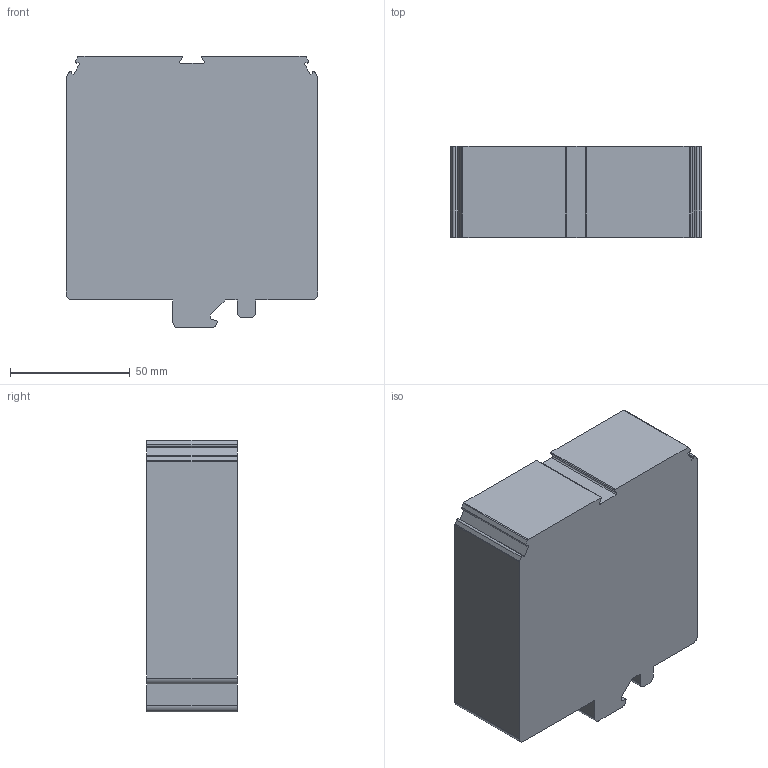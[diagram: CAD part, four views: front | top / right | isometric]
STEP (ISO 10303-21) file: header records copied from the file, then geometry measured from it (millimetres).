
FILE_DESCRIPTION(/* description */ ('Unknown'),/* implementation_level */ '2;1');
FILE_NAME(/* name */ 'CST185',/* time_stamp */ '2016-12-02T13:52:06+05:00',/* author */ ('Unknown'),/* organization */ ('Unknown'),/* preprocessor_version */ 'ST-DEVELOPER v16',/* originating_system */ 'DEX',/* authorisation */ $);
FILE_SCHEMA (('AUTOMOTIVE_DESIGN {1 0 10303 214 3 1 1}'));
Length unit declared in the file: millimetre
Products named in the file (1): Part12
Bounding box: 105 x 38 x 113.5 mm (x, y, z)
Volume: 412788.3 mm3; surface area: 39119.7 mm2
Topology: 1 solids, 1 shells, 57 faces, 165 edges, 110 vertices
Faces by surface type: plane 39, cylinder 18
Entity records: 1905 total; most frequent: CARTESIAN_POINT 333, ORIENTED_EDGE 330, DIRECTION 317, EDGE_CURVE 165, LINE 129, VECTOR 129, VERTEX_POINT 110, AXIS2_PLACEMENT_3D 94
